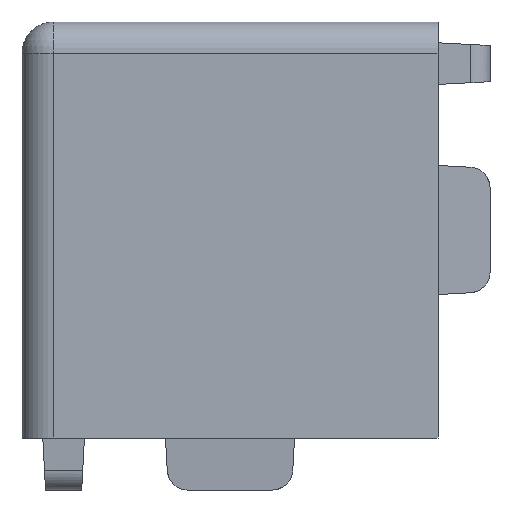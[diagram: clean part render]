
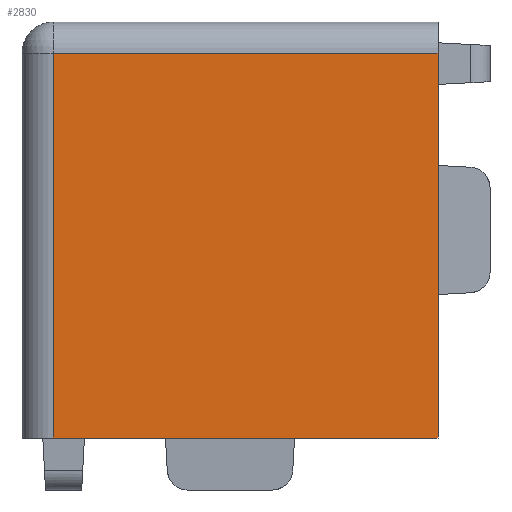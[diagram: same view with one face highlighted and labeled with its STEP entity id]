
A CAD part, front view. The second image highlights one B-rep face of the part: STEP entity #2830.
In plain terms, the highlighted planar face has unit normal (0, -1, 0).
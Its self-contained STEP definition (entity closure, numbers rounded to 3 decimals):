
#53=PLANE('',#3078);
#248=LINE('',#4329,#491);
#283=LINE('',#4429,#526);
#311=LINE('',#4510,#554);
#312=LINE('',#4511,#555);
#491=VECTOR('',#3438,18.5);
#526=VECTOR('',#3507,18.5);
#554=VECTOR('',#3563,18.5);
#555=VECTOR('',#3564,18.5);
#745=FACE_OUTER_BOUND('',#921,.T.);
#921=EDGE_LOOP('',(#2013,#2014,#2015,#2016));
#1213=VERTEX_POINT('',#4326);
#1214=VERTEX_POINT('',#4328);
#1262=VERTEX_POINT('',#4427);
#1301=VERTEX_POINT('',#4509);
#1472=EDGE_CURVE('',#1214,#1213,#248,.T.);
#1523=EDGE_CURVE('',#1262,#1213,#283,.T.);
#1563=EDGE_CURVE('',#1262,#1301,#311,.T.);
#1564=EDGE_CURVE('',#1301,#1214,#312,.T.);
#2013=ORIENTED_EDGE('',*,*,#1523,.F.);
#2014=ORIENTED_EDGE('',*,*,#1563,.T.);
#2015=ORIENTED_EDGE('',*,*,#1564,.T.);
#2016=ORIENTED_EDGE('',*,*,#1472,.T.);
#2830=ADVANCED_FACE('',(#745),#53,.F.);
#3078=AXIS2_PLACEMENT_3D('',#4508,#3561,#3562);
#3438=DIRECTION('',(1.,0.,0.));
#3507=DIRECTION('',(0.,0.,-1.));
#3561=DIRECTION('center_axis',(0.,1.,0.));
#3562=DIRECTION('ref_axis',(0.,0.,1.));
#3563=DIRECTION('',(-1.,0.,0.));
#3564=DIRECTION('',(0.,0.,-1.));
#4326=CARTESIAN_POINT('',(10.,-10.,-10.));
#4328=CARTESIAN_POINT('',(-8.5,-10.,-10.));
#4329=CARTESIAN_POINT('',(-8.5,-10.,-10.));
#4427=CARTESIAN_POINT('',(10.,-10.,8.5));
#4429=CARTESIAN_POINT('',(10.,-10.,8.5));
#4508=CARTESIAN_POINT('Origin',(-10.,-10.,10.));
#4509=CARTESIAN_POINT('',(-8.5,-10.,8.5));
#4510=CARTESIAN_POINT('',(10.,-10.,8.5));
#4511=CARTESIAN_POINT('',(-8.5,-10.,8.5));
